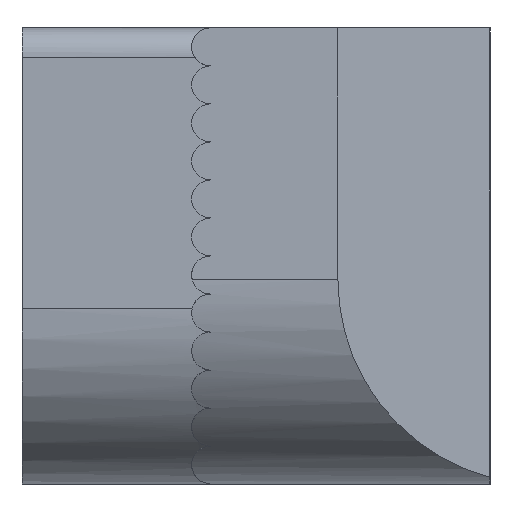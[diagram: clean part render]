
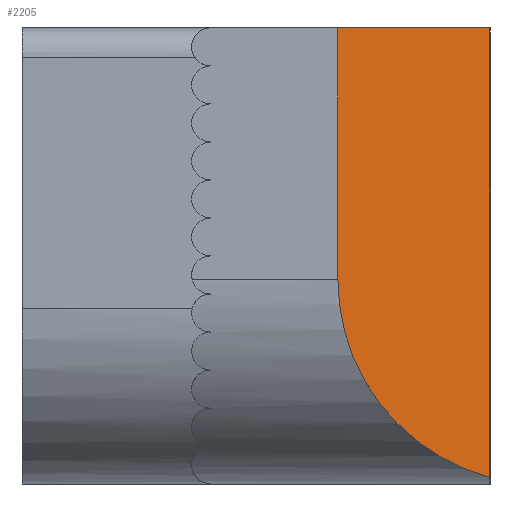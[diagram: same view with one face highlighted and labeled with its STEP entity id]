
A CAD part, left-side view. The second image highlights one B-rep face of the part: STEP entity #2205.
In plain terms, the highlighted planar face has unit normal (-0.707, -0.707, 0).
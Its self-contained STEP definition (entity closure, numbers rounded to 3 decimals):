
#92 = LINE ( 'NONE', #1321, #100 ) ;
#100 = VECTOR ( 'NONE', #176, 1000. ) ;
#176 = DIRECTION ( 'NONE',  ( 0., 0., -1. ) ) ;
#192 = CARTESIAN_POINT ( 'NONE',  ( -9.5, -2.5, -2.05 ) ) ;
#230 = EDGE_CURVE ( 'NONE', #1802, #854, #687, .T. ) ;
#329 = PLANE ( 'NONE',  #1757 ) ;
#427 = CARTESIAN_POINT ( 'NONE',  ( -6.9, -5.1, 3.9 ) ) ;
#431 = CARTESIAN_POINT ( 'NONE',  ( -9.5, -2.5, -0.4 ) ) ;
#444 = CARTESIAN_POINT ( 'NONE',  ( -9.5, -2.5, 3.9 ) ) ;
#529 = DIRECTION ( 'NONE',  ( 0.707, -0.707, 0. ) ) ;
#550 = CARTESIAN_POINT ( 'NONE',  ( -9.5, -2.5, 3.9 ) ) ;
#637 = VECTOR ( 'NONE', #529, 1000. ) ;
#661 =( BOUNDED_CURVE ( )  B_SPLINE_CURVE ( 3, ( #431, #192, #2436, #1111 ),
 .UNSPECIFIED., .F., .F. ) 
 B_SPLINE_CURVE_WITH_KNOTS ( ( 4, 4 ),
 ( 0., 1.311 ),
 .UNSPECIFIED. ) 
 CURVE ( )  GEOMETRIC_REPRESENTATION_ITEM ( )  RATIONAL_B_SPLINE_CURVE ( ( 1., 0.862, 0.862, 1. ) ) 
 REPRESENTATION_ITEM ( '' )  );
#687 = LINE ( 'NONE', #1455, #637 ) ;
#796 = DIRECTION ( 'NONE',  ( -0.707, 0.707, 0. ) ) ;
#816 = VERTEX_POINT ( 'NONE', #2753 ) ;
#854 = VERTEX_POINT ( 'NONE', #427 ) ;
#1111 = CARTESIAN_POINT ( 'NONE',  ( -6.9, -5.1, -3.782 ) ) ;
#1202 = EDGE_CURVE ( 'NONE', #854, #1905, #92, .T. ) ;
#1321 = CARTESIAN_POINT ( 'NONE',  ( -6.9, -5.1, 3.9 ) ) ;
#1455 = CARTESIAN_POINT ( 'NONE',  ( -9.5, -2.5, 3.9 ) ) ;
#1757 = AXIS2_PLACEMENT_3D ( 'NONE', #550, #2119, #796 ) ;
#1802 = VERTEX_POINT ( 'NONE', #444 ) ;
#1803 = FACE_OUTER_BOUND ( 'NONE', #2367, .T. ) ;
#1905 = VERTEX_POINT ( 'NONE', #2643 ) ;
#2004 = VECTOR ( 'NONE', #2516, 1000. ) ;
#2047 = EDGE_CURVE ( 'NONE', #1802, #816, #2075, .T. ) ;
#2075 = LINE ( 'NONE', #2302, #2004 ) ;
#2119 = DIRECTION ( 'NONE',  ( 0.707, 0.707, 0. ) ) ;
#2205 = ADVANCED_FACE ( 'NONE', ( #1803 ), #329, .F. ) ;
#2268 = ORIENTED_EDGE ( 'NONE', *, *, #2047, .T. ) ;
#2274 = ORIENTED_EDGE ( 'NONE', *, *, #2570, .T. ) ;
#2285 = ORIENTED_EDGE ( 'NONE', *, *, #1202, .F. ) ;
#2302 = CARTESIAN_POINT ( 'NONE',  ( -9.5, -2.5, 3.9 ) ) ;
#2367 = EDGE_LOOP ( 'NONE', ( #2268, #2274, #2285, #2390 ) ) ;
#2390 = ORIENTED_EDGE ( 'NONE', *, *, #230, .F. ) ;
#2436 = CARTESIAN_POINT ( 'NONE',  ( -8.494, -3.506, -3.358 ) ) ;
#2516 = DIRECTION ( 'NONE',  ( 0., 0., -1. ) ) ;
#2570 = EDGE_CURVE ( 'NONE', #816, #1905, #661, .T. ) ;
#2643 = CARTESIAN_POINT ( 'NONE',  ( -6.9, -5.1, -3.782 ) ) ;
#2753 = CARTESIAN_POINT ( 'NONE',  ( -9.5, -2.5, -0.4 ) ) ;
